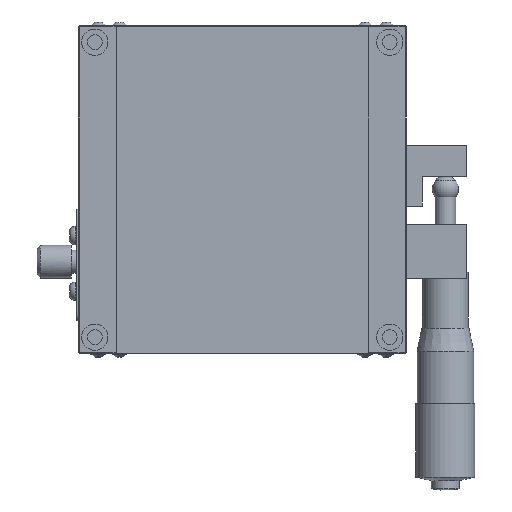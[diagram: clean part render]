
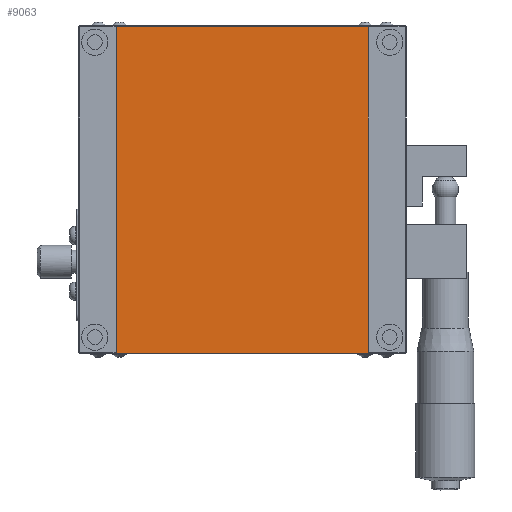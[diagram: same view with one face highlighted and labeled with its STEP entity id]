
A CAD part, front view. The second image highlights one B-rep face of the part: STEP entity #9063.
In plain terms, the highlighted planar face has unit normal (0, -1, 0).
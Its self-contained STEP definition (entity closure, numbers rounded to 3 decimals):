
#80 = VERTEX_POINT ( 'NONE', #2134 ) ;
#170 = DIRECTION ( 'NONE',  ( -1., 0., 0. ) ) ;
#230 = CARTESIAN_POINT ( 'NONE',  ( 0., 0.2, -49.9 ) ) ;
#827 = ORIENTED_EDGE ( 'NONE', *, *, #10480, .F. ) ;
#1873 = DIRECTION ( 'NONE',  ( 0., 1., 0. ) ) ;
#2057 = PLANE ( 'NONE',  #5064 ) ;
#2134 = CARTESIAN_POINT ( 'NONE',  ( 38.5, 0.2, -49.9 ) ) ;
#2187 = CARTESIAN_POINT ( 'NONE',  ( 38.5, 0.2, 0. ) ) ;
#2812 = CARTESIAN_POINT ( 'NONE',  ( -38.5, 0.2, -49.9 ) ) ;
#2928 = VECTOR ( 'NONE', #5965, 1000. ) ;
#3618 = EDGE_CURVE ( 'NONE', #10803, #6077, #7204, .T. ) ;
#3713 = VECTOR ( 'NONE', #170, 1000. ) ;
#3992 = LINE ( 'NONE', #2187, #2928 ) ;
#4839 = DIRECTION ( 'NONE',  ( 1., 0., 0. ) ) ;
#4932 = CARTESIAN_POINT ( 'NONE',  ( 0., 0.2, 49.9 ) ) ;
#5064 = AXIS2_PLACEMENT_3D ( 'NONE', #9682, #1873, #4839 ) ;
#5278 = EDGE_CURVE ( 'NONE', #5320, #80, #3992, .T. ) ;
#5320 = VERTEX_POINT ( 'NONE', #11612 ) ;
#5828 = LINE ( 'NONE', #230, #3713 ) ;
#5965 = DIRECTION ( 'NONE',  ( 0., 0., -1. ) ) ;
#6077 = VERTEX_POINT ( 'NONE', #10828 ) ;
#7079 = DIRECTION ( 'NONE',  ( 1., 0., 0. ) ) ;
#7204 = LINE ( 'NONE', #7270, #8677 ) ;
#7270 = CARTESIAN_POINT ( 'NONE',  ( -38.5, 0.2, 0. ) ) ;
#7422 = ORIENTED_EDGE ( 'NONE', *, *, #9746, .F. ) ;
#7428 = VECTOR ( 'NONE', #7079, 1000. ) ;
#8677 = VECTOR ( 'NONE', #10332, 1000. ) ;
#9063 = ADVANCED_FACE ( 'NONE', ( #11487 ), #2057, .F. ) ;
#9322 = ORIENTED_EDGE ( 'NONE', *, *, #3618, .F. ) ;
#9682 = CARTESIAN_POINT ( 'NONE',  ( 0., 0.2, 0. ) ) ;
#9746 = EDGE_CURVE ( 'NONE', #80, #10803, #5828, .T. ) ;
#10332 = DIRECTION ( 'NONE',  ( 0., 0., 1. ) ) ;
#10480 = EDGE_CURVE ( 'NONE', #6077, #5320, #11701, .T. ) ;
#10803 = VERTEX_POINT ( 'NONE', #2812 ) ;
#10828 = CARTESIAN_POINT ( 'NONE',  ( -38.5, 0.2, 49.9 ) ) ;
#11487 = FACE_OUTER_BOUND ( 'NONE', #11736, .T. ) ;
#11612 = CARTESIAN_POINT ( 'NONE',  ( 38.5, 0.2, 49.9 ) ) ;
#11701 = LINE ( 'NONE', #4932, #7428 ) ;
#11736 = EDGE_LOOP ( 'NONE', ( #12117, #827, #9322, #7422 ) ) ;
#12117 = ORIENTED_EDGE ( 'NONE', *, *, #5278, .F. ) ;
